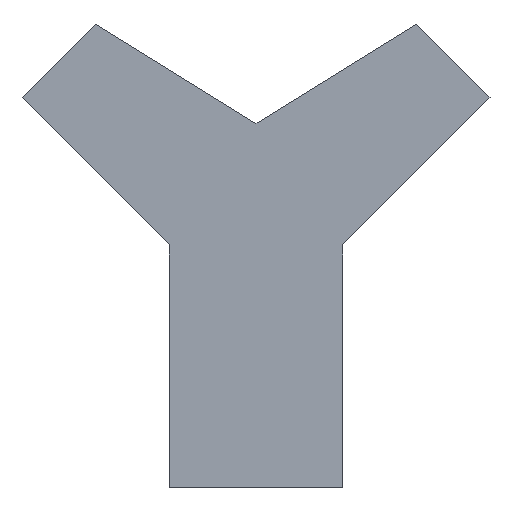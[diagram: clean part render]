
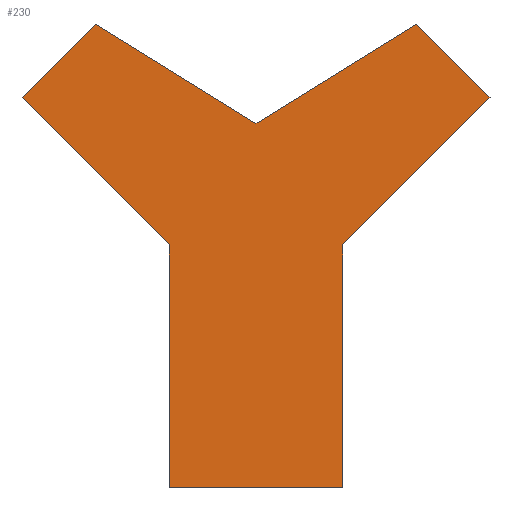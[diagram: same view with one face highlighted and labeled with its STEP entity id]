
A CAD part, left-side view. The second image highlights one B-rep face of the part: STEP entity #230.
In plain terms, the highlighted planar face has unit normal (-1, 0, 0).
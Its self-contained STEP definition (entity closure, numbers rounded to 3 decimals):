
#21=PLANE('',#259);
#34=FACE_OUTER_BOUND('',#48,.T.);
#48=EDGE_LOOP('',(#190,#191,#192,#193,#194,#195,#196,#197,#198));
#57=LINE('',#339,#85);
#62=LINE('',#350,#90);
#71=LINE('',#366,#99);
#72=LINE('',#369,#100);
#73=LINE('',#371,#101);
#74=LINE('',#373,#102);
#75=LINE('',#375,#103);
#76=LINE('',#377,#104);
#77=LINE('',#378,#105);
#85=VECTOR('',#280,10.);
#90=VECTOR('',#287,10.);
#99=VECTOR('',#300,10.);
#100=VECTOR('',#303,10.);
#101=VECTOR('',#304,10.);
#102=VECTOR('',#305,10.);
#103=VECTOR('',#306,10.);
#104=VECTOR('',#307,10.);
#105=VECTOR('',#308,10.);
#115=VERTEX_POINT('',#335);
#117=VERTEX_POINT('',#338);
#121=VERTEX_POINT('',#347);
#122=VERTEX_POINT('',#349);
#128=VERTEX_POINT('',#368);
#129=VERTEX_POINT('',#370);
#130=VERTEX_POINT('',#372);
#131=VERTEX_POINT('',#374);
#132=VERTEX_POINT('',#376);
#137=EDGE_CURVE('',#117,#115,#57,.T.);
#142=EDGE_CURVE('',#122,#121,#62,.T.);
#151=EDGE_CURVE('',#115,#122,#71,.T.);
#152=EDGE_CURVE('',#121,#128,#72,.T.);
#153=EDGE_CURVE('',#128,#129,#73,.T.);
#154=EDGE_CURVE('',#129,#130,#74,.T.);
#155=EDGE_CURVE('',#130,#131,#75,.T.);
#156=EDGE_CURVE('',#131,#132,#76,.T.);
#157=EDGE_CURVE('',#132,#117,#77,.T.);
#190=ORIENTED_EDGE('',*,*,#142,.T.);
#191=ORIENTED_EDGE('',*,*,#152,.T.);
#192=ORIENTED_EDGE('',*,*,#153,.T.);
#193=ORIENTED_EDGE('',*,*,#154,.T.);
#194=ORIENTED_EDGE('',*,*,#155,.T.);
#195=ORIENTED_EDGE('',*,*,#156,.T.);
#196=ORIENTED_EDGE('',*,*,#157,.T.);
#197=ORIENTED_EDGE('',*,*,#137,.T.);
#198=ORIENTED_EDGE('',*,*,#151,.T.);
#230=ADVANCED_FACE('',(#34),#21,.T.);
#259=AXIS2_PLACEMENT_3D('',#367,#301,#302);
#280=DIRECTION('',(0.,-1.,0.));
#287=DIRECTION('',(0.,-0.707,0.707));
#300=DIRECTION('',(0.,0.,1.));
#301=DIRECTION('center_axis',(-1.,0.,0.));
#302=DIRECTION('ref_axis',(0.,0.,1.));
#303=DIRECTION('',(0.,0.707,0.707));
#304=DIRECTION('',(0.,0.85,-0.527));
#305=DIRECTION('',(0.,0.85,0.527));
#306=DIRECTION('',(0.,0.707,-0.707));
#307=DIRECTION('',(0.,-0.707,-0.707));
#308=DIRECTION('',(0.,0.,-1.));
#335=CARTESIAN_POINT('',(-2.5,-0.795,-1.112));
#338=CARTESIAN_POINT('',(-2.5,4.205,-1.112));
#339=CARTESIAN_POINT('',(-2.5,4.205,-1.112));
#347=CARTESIAN_POINT('',(-2.5,-5.037,10.13));
#349=CARTESIAN_POINT('',(-2.5,-0.795,5.888));
#350=CARTESIAN_POINT('',(-2.5,-0.795,5.888));
#366=CARTESIAN_POINT('',(-2.5,-0.795,5.888));
#367=CARTESIAN_POINT('Origin',(-2.5,1.705,5.57));
#368=CARTESIAN_POINT('',(-2.5,-2.916,12.252));
#369=CARTESIAN_POINT('',(-2.5,-5.037,10.13));
#370=CARTESIAN_POINT('',(-2.5,1.705,9.388));
#371=CARTESIAN_POINT('',(-2.5,1.705,9.388));
#372=CARTESIAN_POINT('',(-2.5,6.327,12.252));
#373=CARTESIAN_POINT('',(-2.5,1.705,9.388));
#374=CARTESIAN_POINT('',(-2.5,8.448,10.13));
#375=CARTESIAN_POINT('',(-2.5,8.448,10.13));
#376=CARTESIAN_POINT('',(-2.5,4.205,5.888));
#377=CARTESIAN_POINT('',(-2.5,4.205,5.888));
#378=CARTESIAN_POINT('',(-2.5,4.205,5.888));
